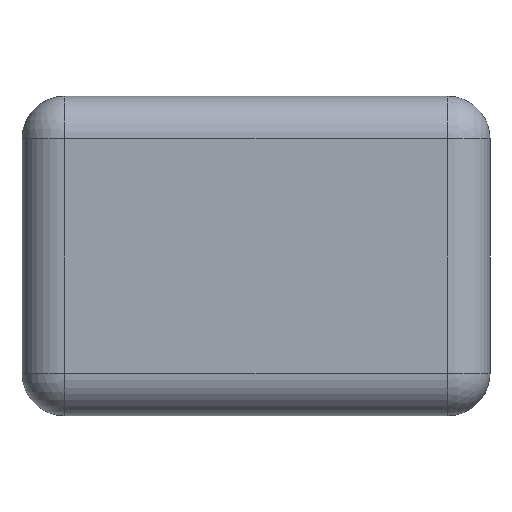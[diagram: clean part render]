
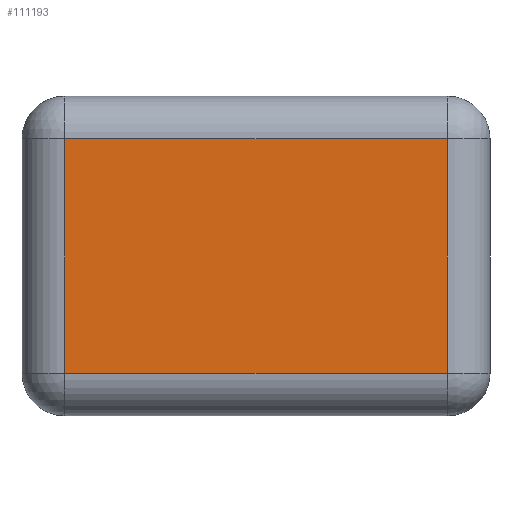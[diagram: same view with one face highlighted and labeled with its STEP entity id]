
A CAD part, front view. The second image highlights one B-rep face of the part: STEP entity #111193.
In plain terms, the highlighted planar face has unit normal (0, -1, 0).
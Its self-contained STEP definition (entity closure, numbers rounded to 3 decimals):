
#7321 = EDGE_CURVE ( 'NONE', #82289, #23417, #39626, .T. ) ;
#9175 = VERTEX_POINT ( 'NONE', #76992 ) ;
#12278 = VERTEX_POINT ( 'NONE', #134112 ) ;
#16847 = ORIENTED_EDGE ( 'NONE', *, *, #7321, .T. ) ;
#17496 = CARTESIAN_POINT ( 'NONE',  ( -357.837, -33.65, 0. ) ) ;
#19018 = DIRECTION ( 'NONE',  ( 0., 0., -1. ) ) ;
#23417 = VERTEX_POINT ( 'NONE', #117790 ) ;
#24223 = EDGE_CURVE ( 'NONE', #12278, #9175, #60710, .T. ) ;
#30993 = DIRECTION ( 'NONE',  ( 0., 0., -1. ) ) ;
#36545 = EDGE_CURVE ( 'NONE', #23417, #12278, #117315, .T. ) ;
#37376 = AXIS2_PLACEMENT_3D ( 'NONE', #58025, #105336, #30993 ) ;
#39626 = LINE ( 'NONE', #121028, #87133 ) ;
#49695 = DIRECTION ( 'NONE',  ( 1., 0., 0. ) ) ;
#51152 = VECTOR ( 'NONE', #61463, 1000. ) ;
#58025 = CARTESIAN_POINT ( 'NONE',  ( 0., -33.65, 0. ) ) ;
#58067 = VECTOR ( 'NONE', #19018, 1000. ) ;
#60710 = LINE ( 'NONE', #144445, #51152 ) ;
#61463 = DIRECTION ( 'NONE',  ( -1., 0., 0. ) ) ;
#76190 = EDGE_CURVE ( 'NONE', #9175, #82289, #135330, .T. ) ;
#76992 = CARTESIAN_POINT ( 'NONE',  ( -357.837, -33.65, 218.936 ) ) ;
#82289 = VERTEX_POINT ( 'NONE', #116780 ) ;
#87133 = VECTOR ( 'NONE', #49695, 1000. ) ;
#97136 = VECTOR ( 'NONE', #151400, 1000. ) ;
#98138 = EDGE_LOOP ( 'NONE', ( #16847, #143675, #118558, #146409 ) ) ;
#105336 = DIRECTION ( 'NONE',  ( 0., -1., 0. ) ) ;
#111193 = ADVANCED_FACE ( 'NONE', ( #113940 ), #128602, .T. ) ;
#113940 = FACE_OUTER_BOUND ( 'NONE', #98138, .T. ) ;
#115010 = CARTESIAN_POINT ( 'NONE',  ( 357.837, -33.65, 0. ) ) ;
#116780 = CARTESIAN_POINT ( 'NONE',  ( -357.837, -33.65, -218.936 ) ) ;
#117315 = LINE ( 'NONE', #115010, #97136 ) ;
#117790 = CARTESIAN_POINT ( 'NONE',  ( 357.837, -33.65, -218.936 ) ) ;
#118558 = ORIENTED_EDGE ( 'NONE', *, *, #24223, .T. ) ;
#121028 = CARTESIAN_POINT ( 'NONE',  ( 0., -33.65, -218.936 ) ) ;
#128602 = PLANE ( 'NONE',  #37376 ) ;
#134112 = CARTESIAN_POINT ( 'NONE',  ( 357.837, -33.65, 218.936 ) ) ;
#135330 = LINE ( 'NONE', #17496, #58067 ) ;
#143675 = ORIENTED_EDGE ( 'NONE', *, *, #36545, .T. ) ;
#144445 = CARTESIAN_POINT ( 'NONE',  ( 0., -33.65, 218.936 ) ) ;
#146409 = ORIENTED_EDGE ( 'NONE', *, *, #76190, .T. ) ;
#151400 = DIRECTION ( 'NONE',  ( 0., 0., 1. ) ) ;
